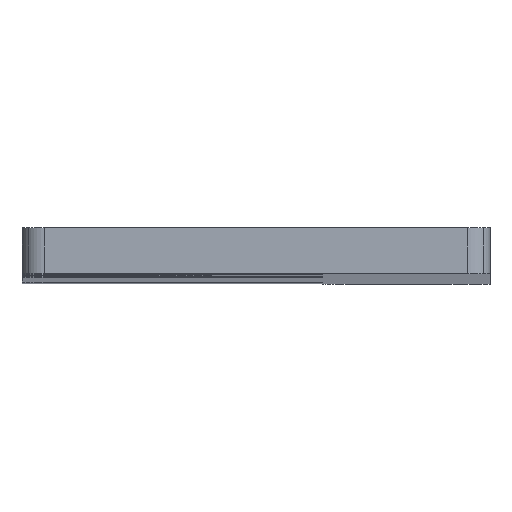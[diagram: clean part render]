
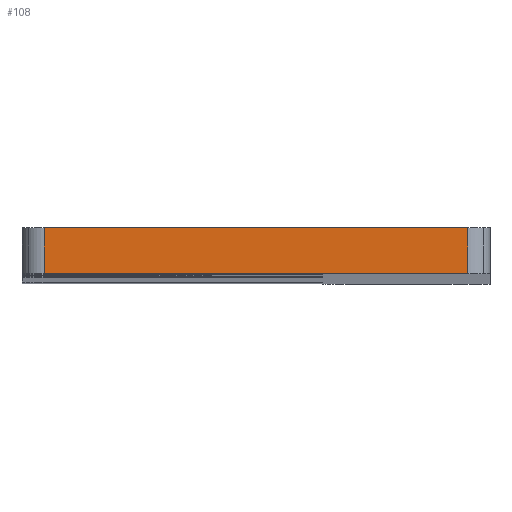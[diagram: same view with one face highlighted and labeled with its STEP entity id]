
A CAD part, top view. The second image highlights one B-rep face of the part: STEP entity #108.
In plain terms, the highlighted planar face has unit normal (0, 0, 1).
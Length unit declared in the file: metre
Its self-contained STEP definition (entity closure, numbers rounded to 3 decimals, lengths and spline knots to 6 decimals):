
#108=ADVANCED_FACE('347:4836',(#239),#240,.T.);
#239=FACE_OUTER_BOUND('',#388,.T.);
#240=PLANE('',#389);
#388=EDGE_LOOP('',(#652,#653,#654,#655));
#389=AXIS2_PLACEMENT_3D('',#656,#657,#658);
#652=ORIENTED_EDGE('',*,*,#999,.F.);
#653=ORIENTED_EDGE('',*,*,#1037,.T.);
#654=ORIENTED_EDGE('',*,*,#974,.F.);
#655=ORIENTED_EDGE('',*,*,#1044,.F.);
#656=CARTESIAN_POINT('',(0.00686,-0.039366,0.57786));
#657=DIRECTION('',(0.0,0.0,1.0));
#658=DIRECTION('',(0.,-1.0,0.0));
#974=EDGE_CURVE('347:7708',#1182,#1184,#1185,.T.);
#999=EDGE_CURVE('349:1540',#1227,#1229,#1230,.T.);
#1037=EDGE_CURVE('346:1097',#1227,#1184,#1290,.F.);
#1044=EDGE_CURVE('347:4866',#1229,#1182,#1298,.T.);
#1182=VERTEX_POINT('',#1468);
#1184=VERTEX_POINT('',#1470);
#1185=LINE('',#1471,#1472);
#1227=VERTEX_POINT('',#1523);
#1229=VERTEX_POINT('',#1525);
#1230=LINE('',#1526,#1527);
#1290=LINE('',#1608,#1609);
#1298=LINE('',#1619,#1620);
#1468=CARTESIAN_POINT('',(0.10786,-0.042994,0.57786));
#1470=CARTESIAN_POINT('',(0.10786,-0.038866,0.57786));
#1471=CARTESIAN_POINT('',(0.10786,-0.040148,0.57786));
#1472=VECTOR('',#1809,1.0);
#1523=CARTESIAN_POINT('',(0.14586,-0.038866,0.57786));
#1525=CARTESIAN_POINT('',(0.14586,-0.042994,0.57786));
#1526=CARTESIAN_POINT('',(0.14586,-0.039116,0.57786));
#1527=VECTOR('',#1849,1.0);
#1608=CARTESIAN_POINT('',(0.138995,-0.038866,0.57786));
#1609=VECTOR('',#1913,1.0);
#1619=CARTESIAN_POINT('',(0.06311,-0.042994,0.57786));
#1620=VECTOR('',#1919,1.0);
#1809=DIRECTION('',(0.,1.0,0.0));
#1849=DIRECTION('',(0.,-1.0,0.0));
#1913=DIRECTION('',(1.0,0.,0.0));
#1919=DIRECTION('',(-1.0,0.,0.0));
